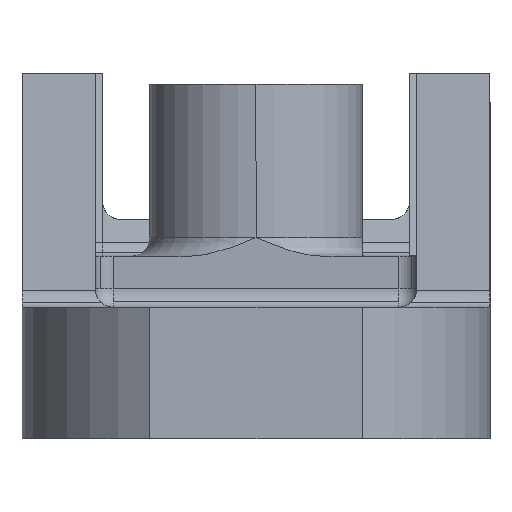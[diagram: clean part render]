
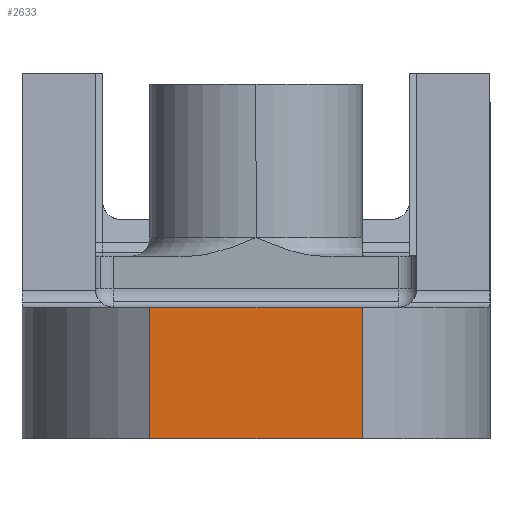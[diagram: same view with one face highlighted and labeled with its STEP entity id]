
A CAD part, left-side view. The second image highlights one B-rep face of the part: STEP entity #2633.
In plain terms, the highlighted planar face has unit normal (-1, 0, 0).
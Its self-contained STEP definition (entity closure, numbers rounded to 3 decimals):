
#1810=CARTESIAN_POINT('POINT134',(-5.7,2.91,
   3.6));
#1811=VERTEX_POINT('VERTEX134',#1810);
#1819=CARTESIAN_POINT('POINT135',(-5.7,-2.91,
   3.6));
#1820=VERTEX_POINT('VERTEX135',#1819);
#1821=CARTESIAN_POINT('POS191',(-5.7,0.,3.6));
#1822=DIRECTION('DIR285',(0.,-1.,0.));
#1823=VECTOR('VEC97',#1822,1.);
#1824=LINE('STRAIGHT97',#1821,#1823);
#1825=EDGE_CURVE('EDGE193',#1811,#1820,#1824,.T.);
#2585=CARTESIAN_POINT('POINT185',(-5.7,2.91,
   0.));
#2586=VERTEX_POINT('VERTEX185',#2585);
#2587=CARTESIAN_POINT('POS268',(-5.7,2.91,0.)
   );
#2588=DIRECTION('DIR397',(0.,0.,-1.));
#2589=VECTOR('VEC139',#2588,1.);
#2590=LINE('STRAIGHT139',#2587,#2589);
#2591=EDGE_CURVE('EDGE272',#2586,#1811,#2590,.F.);
#2610=ORIENTED_EDGE('COEDGE468',*,*,#1825,.F.);
#2611=ORIENTED_EDGE('COEDGE469',*,*,#2591,.F.);
#2612=CARTESIAN_POINT('POINT186',(-5.7,-2.91,
   0.));
#2613=VERTEX_POINT('VERTEX186',#2612);
#2614=CARTESIAN_POINT('POS271',(-5.7,-0.313,
   0.));
#2615=DIRECTION('DIR402',(0.,-1.,0.));
#2616=VECTOR('VEC140',#2615,1.);
#2617=LINE('STRAIGHT140',#2614,#2616);
#2618=EDGE_CURVE('EDGE274',#2613,#2586,#2617,.F.);
#2619=ORIENTED_EDGE('COEDGE470',*,*,#2618,.F.);
#2620=CARTESIAN_POINT('POS272',(-5.7,-2.91,0.
   ));
#2621=DIRECTION('DIR403',(0.,0.,1.));
#2622=VECTOR('VEC141',#2621,1.);
#2623=LINE('STRAIGHT141',#2620,#2622);
#2624=EDGE_CURVE('EDGE275',#1820,#2613,#2623,.F.);
#2625=ORIENTED_EDGE('COEDGE471',*,*,#2624,.F.);
#2626=EDGE_LOOP('NONE',(#2610,#2611,#2619,#2625));
#2627=FACE_BOUND('LOOP1',#2626,.T.);
#2628=CARTESIAN_POINT('POS273',(-5.7,0.,0.));
#2629=DIRECTION('DIR404',(-1.,0.,0.));
#2630=DIRECTION('DIR405',(0.,1.,0.));
#2631=AXIS2_PLACEMENT_3D('AXIS132',#2628,#2629,#2630);
#2632=PLANE('PLANE24',#2631);
#2633=ADVANCED_FACE('FACE91',(#2627),#2632,.T.);
